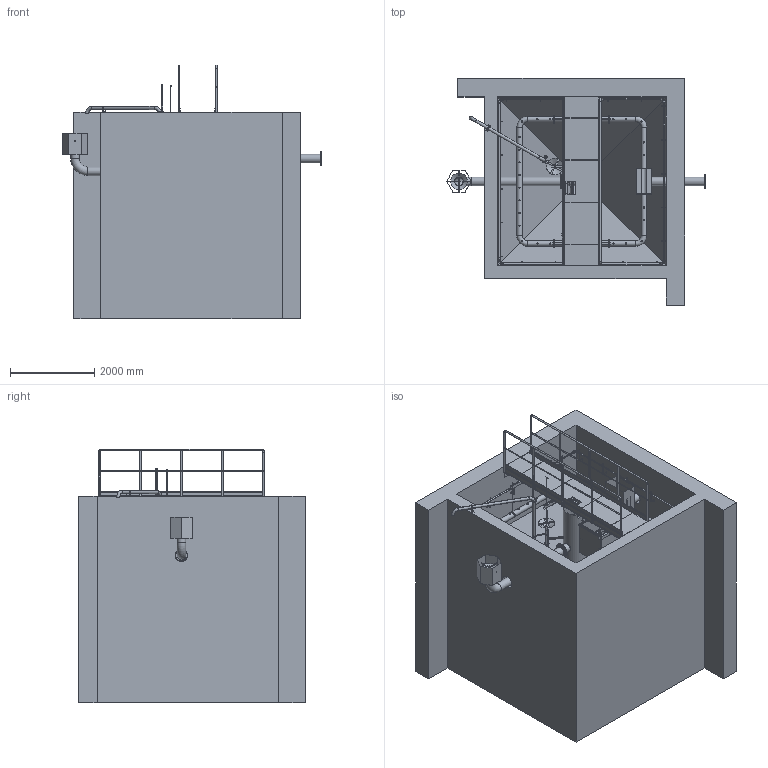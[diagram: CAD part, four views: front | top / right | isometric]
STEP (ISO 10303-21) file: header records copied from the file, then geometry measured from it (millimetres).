
FILE_DESCRIPTION(/* description */ ('Unknown'),/* implementation_level */ '2;1');
FILE_NAME(/* name */ 'Vystrojení DN - sestava',/* time_stamp */ '2022-09-07T07:47:46+02:00',/* author */ ('Unknown'),/* organization */ ('Unknown'),/* preprocessor_version */ 'ST-DEVELOPER v16.7',/* originating_system */ 'Solid Edge',/* authorisation */ 'Unknown');
FILE_SCHEMA (('AUTOMOTIVE_DESIGN {1 0 10303 214 3 1 1}'));
Products named in the file (125): Vystrojení DN - sestava; Stavba; Obsluzna lavka - sestava; U140; U140-P; L60x60x6-P; U140_oa_0; Praporek; Trubka38x2_oa_1; Trubka38x2_oa_2; Trubka38x2_oa_3; Trubka38x2_oa_4; Trubka22x1,5_oa_5; Pororost; L60x60x6 POD PATKU_oa_6; Okopnik_oa_7; L 120x120x10  - 800; Plech1; Okopnik; Trubka38x2_oa_8; Trubka22x1,5_oa_9; Trubka38x2_oa_10; Trubka38x2_oa_11; Trubka38x2_oa_12; Kotevni plech; Odplynovaci trychtyr; TR 204x2 + koleno; Trychtyr; Lemovy krouzek DN200 PN 10 - 204x2; Priruba EKO DN200 PN10; Norná stìna; Stìna norné stìny; Zarážka; Nosný profil 1; Nosný profil 2; 萳醤ek 鴈t靭u; Trubkovy zlab; Dno bedny; Celo bedny_oa_13; Bok bedny ...
Assembly tree (224 placements, depth 4):
  Vystrojení DN - sestava
    Stavba
    Obsluzna lavka - sestava
      U140
      U140-P  x2
      L60x60x6-P  x2
      U140_oa_0
      Praporek  x10
      Trubka38x2_oa_1
      Trubka38x2_oa_2
      Trubka38x2_oa_3
      Trubka38x2_oa_4
      Trubka22x1,5_oa_5
      Pororost
      L60x60x6 POD PATKU_oa_6
      Okopnik_oa_7
      L 120x120x10  - 800  x2
      Plech1  x4
      Okopnik
      Trubka38x2_oa_8
      Trubka22x1,5_oa_9
      Trubka38x2_oa_10
      Trubka38x2_oa_11
      Trubka38x2_oa_12
    Kotevni plech  x20
    Odplynovaci trychtyr
      TR 204x2 + koleno
      Trychtyr
      Lemovy krouzek DN200 PN 10 - 204x2
      Priruba EKO DN200 PN10
      Norná stìna
        Stìna norné stìny  x6
        Zarážka  x4
        Nosný profil 1
        Nosný profil 2  x2
        萳醤ek 鴈t靭u
    Trubkovy zlab
      Dno bedny
      Celo bedny_oa_13
      Bok bedny
      Hrana
      Zlab
      Celo bedny_oa_14
      Bok bedny_oa_15
      Odtokova trubka
      Lemovy krouzek DN200 PN 10 - 204x2
      Priruba EKO DN200 PN10
    Ofuk hladiny
      Potrubi
      Zavit potrubi  x4
      Zavit potrubi_zrc  x2
      Zavit potrubi_zrc1  x2
      Zavit potrubi_zrc2  x2
    Objimka 129-140  x4
    Zavitova tyc M16  x4
    Zavitova tyc M16 - 500  x6
    Natokovy valec
      TR 606x3
      TR 204x2
      Kotevní profil válce_oa_16
Bounding box: 6138.37 x 5380 x 6019 mm (x, y, z)
Volume: 66238478971.3 mm3; surface area: 270262290.2 mm2
Topology: 267 solids, 267 shells, 6076 faces, 14767 edges, 9118 vertices
Faces by surface type: plane 2385, cylinder 1569, bspline 1528, cone 439, torus 147, sphere 8
Full cylindrical faces by diameter (mm): 3 x28, 4 x3, 4.2 x4, 4.917 x2, 5 x24, 6 x35, 6.4 x16, 6.5 x8, 6.647 x4, 7 x17, 8 x28, 8.376 x28, 10 x51, 10.4 x5, 11 x18, 12 x9, 13.6 x4, 14 x14, 16 x14, 17 x2, 18 x26, 19 x3, 20 x4, 22 x42, 23 x8, 25.2 x1, 25.4 x1, 28 x5, 30 x34, 32 x7
Entity records: 129866 total; most frequent: CARTESIAN_POINT 56295, ORIENTED_EDGE 12758, DIRECTION 10600, EDGE_CURVE 6379, VERTEX_POINT 4255, AXIS2_PLACEMENT_3D 4139, EDGE_LOOP 3802, FACE_BOUND 3802
